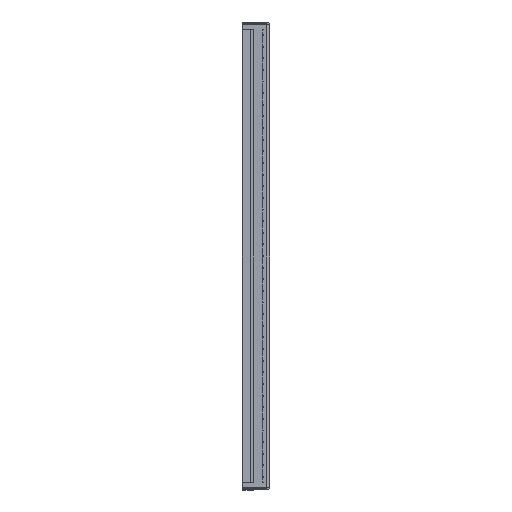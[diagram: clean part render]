
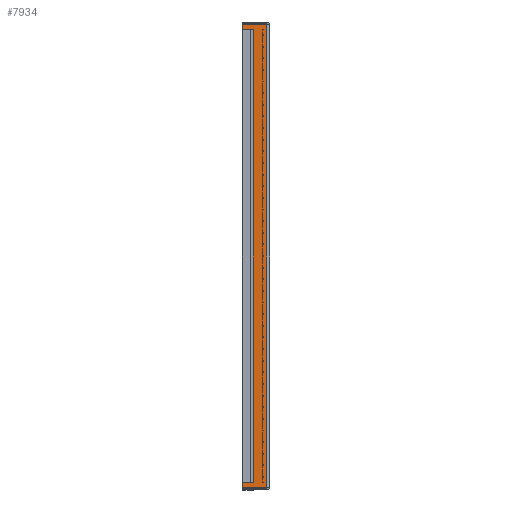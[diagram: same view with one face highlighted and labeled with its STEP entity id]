
A CAD part, left-side view. The second image highlights one B-rep face of the part: STEP entity #7934.
In plain terms, the highlighted planar face has unit normal (-1, 0, 0).
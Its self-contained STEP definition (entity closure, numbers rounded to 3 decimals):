
#7934 = ADVANCED_FACE ( 'NONE', ( #60896 ), #88130, .F. ) ;
#10589 = AXIS2_PLACEMENT_3D ( 'NONE', #98065, #121209, #99510 ) ;
#11966 = VECTOR ( 'NONE', #90842, 1000. ) ;
#21062 = EDGE_LOOP ( 'NONE', ( #43093, #134088, #104379, #96639 ) ) ;
#26140 = LINE ( 'NONE', #126966, #11966 ) ;
#33714 = EDGE_CURVE ( 'NONE', #86187, #36730, #26140, .T. ) ;
#34938 = VECTOR ( 'NONE', #101144, 1000. ) ;
#36730 = VERTEX_POINT ( 'NONE', #123616 ) ;
#38318 = LINE ( 'NONE', #72497, #114042 ) ;
#38433 = EDGE_CURVE ( 'NONE', #76220, #130760, #96702, .T. ) ;
#39418 = CARTESIAN_POINT ( 'NONE',  ( -158.65, 1., -127.15 ) ) ;
#43093 = ORIENTED_EDGE ( 'NONE', *, *, #38433, .F. ) ;
#56331 = DIRECTION ( 'NONE',  ( 0., -1., 0. ) ) ;
#60896 = FACE_OUTER_BOUND ( 'NONE', #21062, .T. ) ;
#61622 = CARTESIAN_POINT ( 'NONE',  ( -158.65, 15., 127.15 ) ) ;
#68158 = CARTESIAN_POINT ( 'NONE',  ( -158.65, 1.5, -127.15 ) ) ;
#72497 = CARTESIAN_POINT ( 'NONE',  ( -158.65, 15., 127.15 ) ) ;
#76220 = VERTEX_POINT ( 'NONE', #107625 ) ;
#76968 = EDGE_CURVE ( 'NONE', #76220, #86187, #38318, .T. ) ;
#84764 = CARTESIAN_POINT ( 'NONE',  ( -158.65, 1.5, -127.15 ) ) ;
#86187 = VERTEX_POINT ( 'NONE', #61622 ) ;
#88130 = PLANE ( 'NONE',  #10589 ) ;
#90842 = DIRECTION ( 'NONE',  ( 0., 0., -1. ) ) ;
#95753 = EDGE_CURVE ( 'NONE', #36730, #130760, #109234, .T. ) ;
#96639 = ORIENTED_EDGE ( 'NONE', *, *, #95753, .T. ) ;
#96702 = LINE ( 'NONE', #68158, #34938 ) ;
#98065 = CARTESIAN_POINT ( 'NONE',  ( -158.65, 15., -127.15 ) ) ;
#99510 = DIRECTION ( 'NONE',  ( 0., 1., 0. ) ) ;
#101144 = DIRECTION ( 'NONE',  ( 0., 0., -1. ) ) ;
#102135 = VECTOR ( 'NONE', #56331, 1000. ) ;
#104379 = ORIENTED_EDGE ( 'NONE', *, *, #33714, .T. ) ;
#107483 = DIRECTION ( 'NONE',  ( 0., 1., 0. ) ) ;
#107625 = CARTESIAN_POINT ( 'NONE',  ( -158.65, 1.5, 127.15 ) ) ;
#109234 = LINE ( 'NONE', #39418, #102135 ) ;
#114042 = VECTOR ( 'NONE', #107483, 1000. ) ;
#121209 = DIRECTION ( 'NONE',  ( 1., 0., 0. ) ) ;
#123616 = CARTESIAN_POINT ( 'NONE',  ( -158.65, 15., -127.15 ) ) ;
#126966 = CARTESIAN_POINT ( 'NONE',  ( -158.65, 15., -127.15 ) ) ;
#130760 = VERTEX_POINT ( 'NONE', #84764 ) ;
#134088 = ORIENTED_EDGE ( 'NONE', *, *, #76968, .T. ) ;
